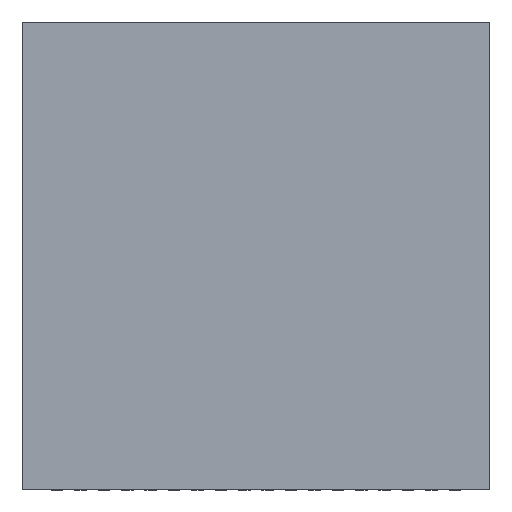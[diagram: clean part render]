
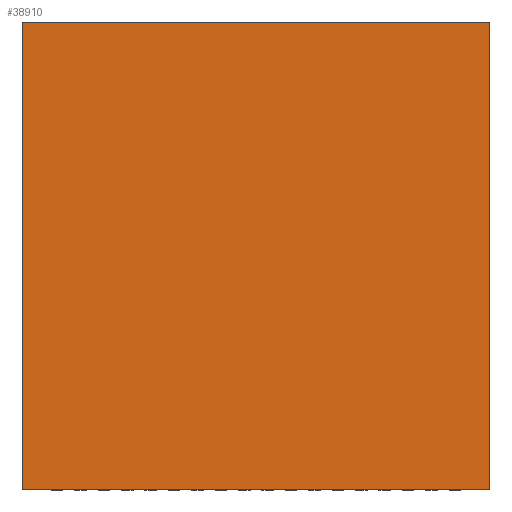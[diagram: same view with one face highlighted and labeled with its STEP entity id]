
A CAD part, top view. The second image highlights one B-rep face of the part: STEP entity #38910.
In plain terms, the highlighted face is planar.
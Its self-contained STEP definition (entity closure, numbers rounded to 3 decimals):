
#29765=DIRECTION('',(0.,0.,1.));
#29766=VECTOR('',#29765,10.);
#29767=CARTESIAN_POINT('',(-5.,0.975,-5.));
#29768=LINE('',#29767,#29766);
#29772=DIRECTION('',(-1.,0.,0.));
#29773=VECTOR('',#29772,10.);
#29774=CARTESIAN_POINT('',(5.,0.975,-5.));
#29775=LINE('',#29774,#29773);
#29779=DIRECTION('',(0.,0.,-1.));
#29780=VECTOR('',#29779,10.);
#29781=CARTESIAN_POINT('',(5.,0.975,5.));
#29782=LINE('',#29781,#29780);
#29786=DIRECTION('',(1.,0.,0.));
#29787=VECTOR('',#29786,10.);
#29788=CARTESIAN_POINT('',(-5.,0.975,5.));
#29789=LINE('',#29788,#29787);
#32353=CARTESIAN_POINT('',(-5.,0.975,-5.));
#32354=CARTESIAN_POINT('',(-5.,0.975,5.));
#32355=VERTEX_POINT('',#32353);
#32356=VERTEX_POINT('',#32354);
#32357=CARTESIAN_POINT('',(5.,0.975,5.));
#32358=VERTEX_POINT('',#32357);
#32359=CARTESIAN_POINT('',(5.,0.975,-5.));
#32360=VERTEX_POINT('',#32359);
#38899=CARTESIAN_POINT('',(0.,0.975,0.));
#38900=DIRECTION('',(0.,1.,0.));
#38901=DIRECTION('',(1.,0.,0.));
#38902=AXIS2_PLACEMENT_3D('',#38899,#38900,#38901);
#38903=PLANE('',#38902);
#38904=ORIENTED_EDGE('',*,*,#35187,.F.);
#38905=ORIENTED_EDGE('',*,*,#35482,.F.);
#38906=ORIENTED_EDGE('',*,*,#37134,.F.);
#38907=ORIENTED_EDGE('',*,*,#38666,.F.);
#38908=EDGE_LOOP('',(#38904,#38905,#38906,#38907));
#38909=FACE_OUTER_BOUND('',#38908,.F.);
#35187=EDGE_CURVE('',#32355,#32356,#29768,.T.);
#35482=EDGE_CURVE('',#32360,#32355,#29775,.T.);
#37134=EDGE_CURVE('',#32358,#32360,#29782,.T.);
#38666=EDGE_CURVE('',#32356,#32358,#29789,.T.);
#38910=ADVANCED_FACE('',(#38909),#38903,.T.);
